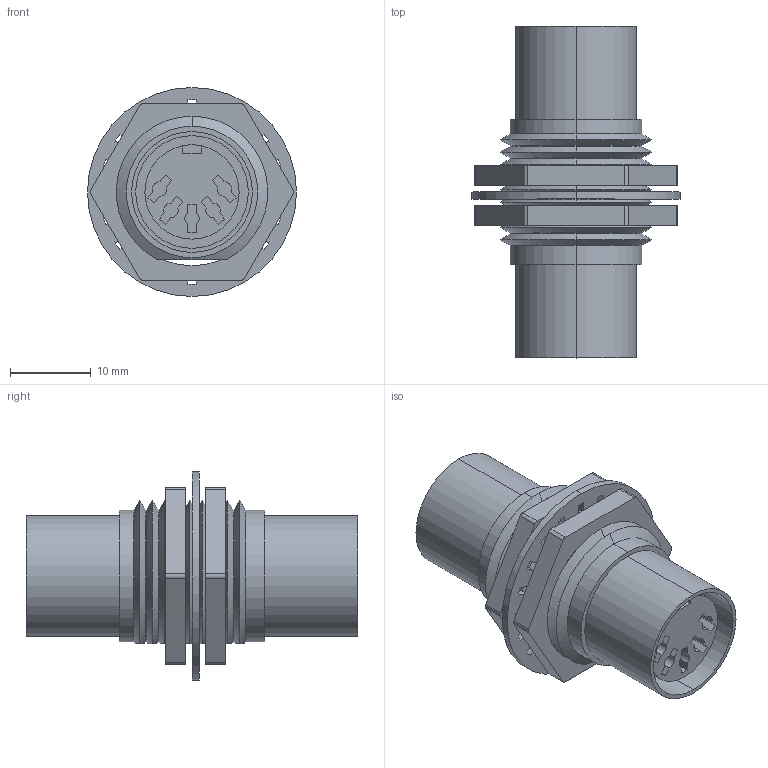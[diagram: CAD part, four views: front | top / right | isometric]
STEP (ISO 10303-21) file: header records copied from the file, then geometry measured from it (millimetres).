
FILE_DESCRIPTION (( 'STEP AP214' ), '1' );
FILE_NAME ('DD55F.STEP', '2015-04-08T15:46:59', ( 'x' ), ( '' ), 'SwSTEP 2.0', 'SolidWorks 2014', '' );
FILE_SCHEMA (( 'AUTOMOTIVE_DESIGN' ));
Length unit declared in the file: inch
Products named in the file (4): DD55F-MA3; DD55F-MA2; DD55F-MA1; DD55F
Assembly tree (4 placements, depth 2):
  DD55F
    DD55F-MA1
    DD55F-MA2
    DD55F-MA3  x2
Bounding box: 25.91 x 41.15 x 25.91 mm (x, y, z)
Volume: 7606.1 mm3; surface area: 7189.5 mm2
Topology: 4 solids, 4 shells, 310 faces, 809 edges, 523 vertices
Faces by surface type: plane 153, cylinder 121, cone 36
Entity records: 10585 total; most frequent: CARTESIAN_POINT 1779, DIRECTION 1577, ORIENTED_EDGE 1534, EDGE_CURVE 767, AXIS2_PLACEMENT_3D 545, VERTEX_POINT 495, VECTOR 487, LINE 487
